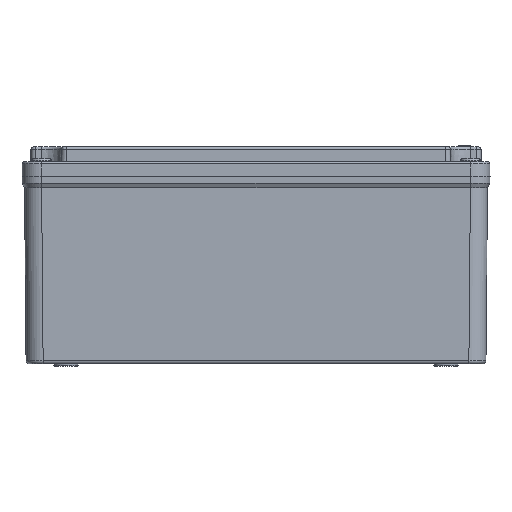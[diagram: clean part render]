
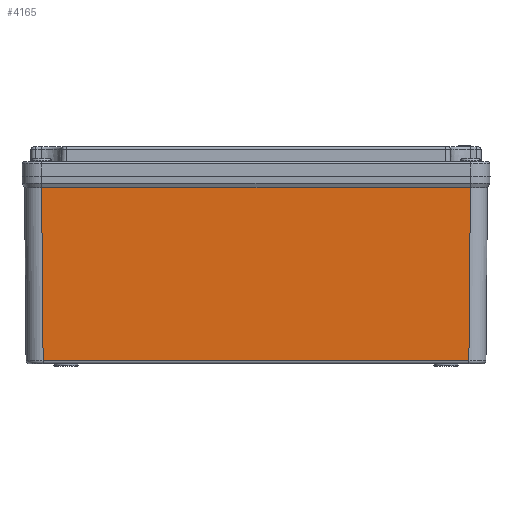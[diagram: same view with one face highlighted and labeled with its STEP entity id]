
A CAD part, left-side view. The second image highlights one B-rep face of the part: STEP entity #4165.
In plain terms, the highlighted planar face has unit normal (-1, 0, -0.009).
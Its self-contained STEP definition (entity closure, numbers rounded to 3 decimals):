
#1928=LINE('',#25191,#3048);
#1929=LINE('',#25194,#3049);
#1930=LINE('',#25196,#3050);
#1931=LINE('',#25198,#3051);
#3048=VECTOR('',#19243,1.);
#3049=VECTOR('',#19244,1.);
#3050=VECTOR('',#19245,1.);
#3051=VECTOR('',#19246,1.);
#4165=ADVANCED_FACE('',(#5523),#5073,.T.);
#5073=PLANE('',#16925);
#5523=FACE_OUTER_BOUND('',#6473,.T.);
#6473=EDGE_LOOP('',(#8285,#8286,#8287,#8288));
#8285=ORIENTED_EDGE('',*,*,#13991,.T.);
#8286=ORIENTED_EDGE('',*,*,#13992,.F.);
#8287=ORIENTED_EDGE('',*,*,#13993,.F.);
#8288=ORIENTED_EDGE('',*,*,#13994,.F.);
#12394=VERTEX_POINT('',#25192);
#12395=VERTEX_POINT('',#25193);
#12396=VERTEX_POINT('',#25195);
#12397=VERTEX_POINT('',#25197);
#13991=EDGE_CURVE('',#12394,#12395,#1928,.T.);
#13992=EDGE_CURVE('',#12396,#12395,#1929,.T.);
#13993=EDGE_CURVE('',#12397,#12396,#1930,.T.);
#13994=EDGE_CURVE('',#12394,#12397,#1931,.T.);
#16925=AXIS2_PLACEMENT_3D('',#25199,#19247,#19248);
#19243=DIRECTION('',(-0.009,-0.009,1.));
#19244=DIRECTION('',(0.,-1.,0.));
#19245=DIRECTION('',(-0.009,0.009,1.));
#19246=DIRECTION('',(0.,1.,0.));
#19247=DIRECTION('',(-1.,0.,-0.009));
#19248=DIRECTION('',(0.009,0.,-1.));
#25191=CARTESIAN_POINT('',(-199.993,-132.993,76.189));
#25192=CARTESIAN_POINT('',(-199.339,-132.34,1.289));
#25193=CARTESIAN_POINT('',(-199.959,-132.959,72.287));
#25194=CARTESIAN_POINT('',(-199.959,-50.,72.287));
#25195=CARTESIAN_POINT('',(-199.959,42.959,72.287));
#25196=CARTESIAN_POINT('',(-199.993,42.993,76.189));
#25197=CARTESIAN_POINT('',(-199.339,42.34,1.289));
#25198=CARTESIAN_POINT('',(-199.339,-50.,1.289));
#25199=CARTESIAN_POINT('',(-200.,-50.,77.));
